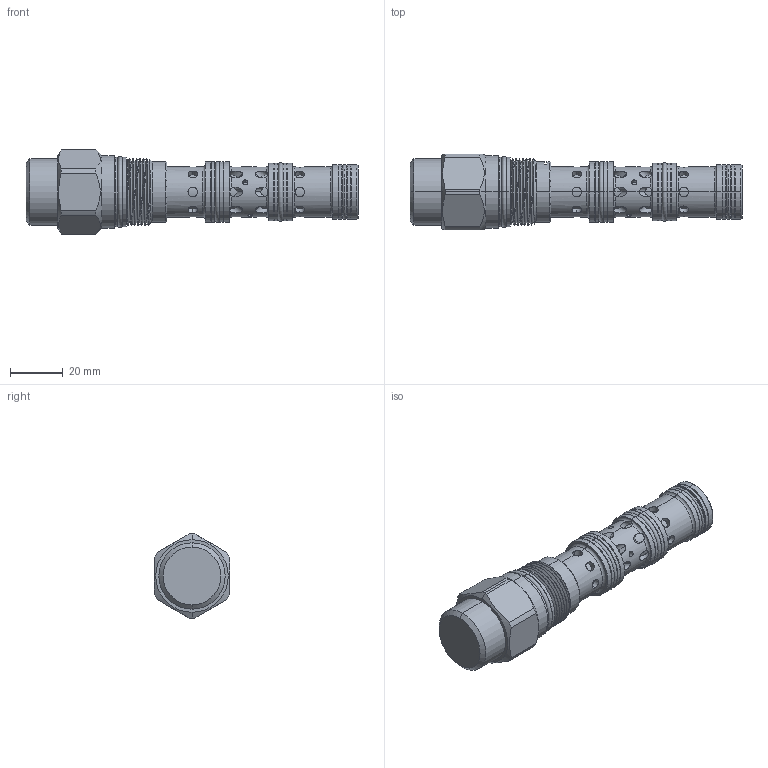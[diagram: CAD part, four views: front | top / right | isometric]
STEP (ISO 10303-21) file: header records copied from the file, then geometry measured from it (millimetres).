
FILE_DESCRIPTION (( 'STEP AP203' ), '1' );
FILE_NAME ('DQ32A41-N.STEP', '2016-05-19T06:01:49', ( '' ), ( '' ), 'SwSTEP 2.0', 'SolidWorks 2012', '' );
FILE_SCHEMA (( 'CONFIG_CONTROL_DESIGN' ));
Length unit declared in the file: millimetre
Products named in the file (1): DQ32A41-N
Bounding box: 125.35 x 28.57 x 31.8 mm (x, y, z)
Volume: 49066.9 mm3; surface area: 16272.8 mm2
Topology: 6 solids, 6 shells, 297 faces, 685 edges, 437 vertices
Faces by surface type: cylinder 210, plane 42, cone 23, torus 20, bspline 2
Entity records: 12697 total; most frequent: CARTESIAN_POINT 6177, ORIENTED_EDGE 1370, DIRECTION 1269, EDGE_CURVE 685, AXIS2_PLACEMENT_3D 532, VERTEX_POINT 437, EDGE_LOOP 344, FACE_OUTER_BOUND 297
